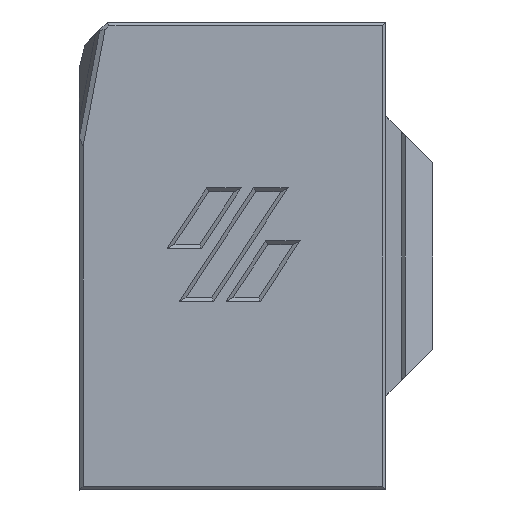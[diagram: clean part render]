
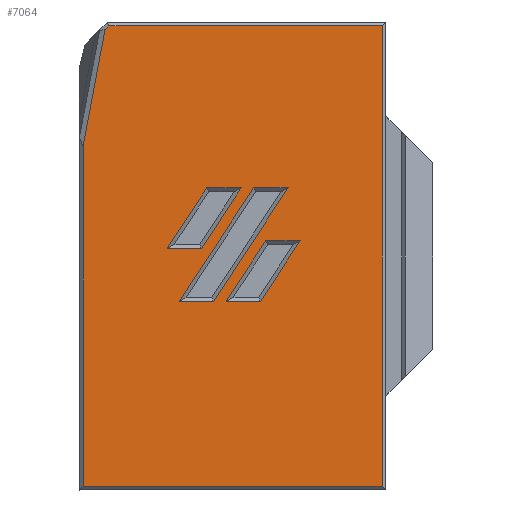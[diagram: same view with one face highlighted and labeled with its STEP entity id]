
A CAD part, front view. The second image highlights one B-rep face of the part: STEP entity #7064.
In plain terms, the highlighted planar face has unit normal (0, -1, 0).
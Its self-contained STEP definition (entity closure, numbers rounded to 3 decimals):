
#173=FACE_BOUND('',#1028,.T.);
#174=FACE_BOUND('',#1029,.T.);
#175=FACE_BOUND('',#1030,.T.);
#600=FACE_OUTER_BOUND('',#1027,.T.);
#1027=EDGE_LOOP('',(#5624,#5625,#5626,#5627,#5628,#5629));
#1028=EDGE_LOOP('',(#5630,#5631,#5632,#5633));
#1029=EDGE_LOOP('',(#5634,#5635,#5636,#5637));
#1030=EDGE_LOOP('',(#5638,#5639,#5640,#5641));
#1543=LINE('',#11688,#2213);
#1549=LINE('',#11699,#2219);
#1550=LINE('',#11702,#2220);
#1554=LINE('',#11710,#2224);
#1559=LINE('',#11720,#2229);
#1562=LINE('',#11724,#2232);
#1572=LINE('',#11746,#2242);
#1573=LINE('',#11748,#2243);
#1574=LINE('',#11750,#2244);
#1575=LINE('',#11751,#2245);
#1576=LINE('',#11754,#2246);
#1577=LINE('',#11756,#2247);
#1578=LINE('',#11758,#2248);
#1579=LINE('',#11759,#2249);
#1580=LINE('',#11762,#2250);
#1581=LINE('',#11764,#2251);
#1582=LINE('',#11766,#2252);
#1583=LINE('',#11767,#2253);
#2213=VECTOR('',#9013,10.);
#2219=VECTOR('',#9021,10.);
#2220=VECTOR('',#9024,10.);
#2224=VECTOR('',#9030,10.);
#2229=VECTOR('',#9037,10.);
#2232=VECTOR('',#9042,10.);
#2242=VECTOR('',#9062,10.);
#2243=VECTOR('',#9063,10.);
#2244=VECTOR('',#9064,10.);
#2245=VECTOR('',#9065,10.);
#2246=VECTOR('',#9066,10.);
#2247=VECTOR('',#9067,10.);
#2248=VECTOR('',#9068,10.);
#2249=VECTOR('',#9069,10.);
#2250=VECTOR('',#9070,10.);
#2251=VECTOR('',#9071,10.);
#2252=VECTOR('',#9072,10.);
#2253=VECTOR('',#9073,10.);
#3180=VERTEX_POINT('',#11686);
#3181=VERTEX_POINT('',#11687);
#3185=VERTEX_POINT('',#11697);
#3186=VERTEX_POINT('',#11701);
#3189=VERTEX_POINT('',#11709);
#3193=VERTEX_POINT('',#11719);
#3199=VERTEX_POINT('',#11744);
#3200=VERTEX_POINT('',#11745);
#3201=VERTEX_POINT('',#11747);
#3202=VERTEX_POINT('',#11749);
#3203=VERTEX_POINT('',#11752);
#3204=VERTEX_POINT('',#11753);
#3205=VERTEX_POINT('',#11755);
#3206=VERTEX_POINT('',#11757);
#3207=VERTEX_POINT('',#11760);
#3208=VERTEX_POINT('',#11761);
#3209=VERTEX_POINT('',#11763);
#3210=VERTEX_POINT('',#11765);
#4030=EDGE_CURVE('',#3180,#3181,#1543,.T.);
#4036=EDGE_CURVE('',#3185,#3180,#1549,.T.);
#4037=EDGE_CURVE('',#3181,#3186,#1550,.T.);
#4041=EDGE_CURVE('',#3186,#3189,#1554,.T.);
#4046=EDGE_CURVE('',#3189,#3193,#1559,.T.);
#4049=EDGE_CURVE('',#3193,#3185,#1562,.T.);
#4059=EDGE_CURVE('',#3199,#3200,#1572,.T.);
#4060=EDGE_CURVE('',#3201,#3199,#1573,.T.);
#4061=EDGE_CURVE('',#3202,#3201,#1574,.T.);
#4062=EDGE_CURVE('',#3200,#3202,#1575,.T.);
#4063=EDGE_CURVE('',#3203,#3204,#1576,.T.);
#4064=EDGE_CURVE('',#3205,#3203,#1577,.T.);
#4065=EDGE_CURVE('',#3206,#3205,#1578,.T.);
#4066=EDGE_CURVE('',#3204,#3206,#1579,.T.);
#4067=EDGE_CURVE('',#3207,#3208,#1580,.T.);
#4068=EDGE_CURVE('',#3209,#3207,#1581,.T.);
#4069=EDGE_CURVE('',#3210,#3209,#1582,.T.);
#4070=EDGE_CURVE('',#3208,#3210,#1583,.T.);
#5624=ORIENTED_EDGE('',*,*,#4030,.F.);
#5625=ORIENTED_EDGE('',*,*,#4036,.F.);
#5626=ORIENTED_EDGE('',*,*,#4049,.F.);
#5627=ORIENTED_EDGE('',*,*,#4046,.F.);
#5628=ORIENTED_EDGE('',*,*,#4041,.F.);
#5629=ORIENTED_EDGE('',*,*,#4037,.F.);
#5630=ORIENTED_EDGE('',*,*,#4059,.F.);
#5631=ORIENTED_EDGE('',*,*,#4060,.F.);
#5632=ORIENTED_EDGE('',*,*,#4061,.F.);
#5633=ORIENTED_EDGE('',*,*,#4062,.F.);
#5634=ORIENTED_EDGE('',*,*,#4063,.F.);
#5635=ORIENTED_EDGE('',*,*,#4064,.F.);
#5636=ORIENTED_EDGE('',*,*,#4065,.F.);
#5637=ORIENTED_EDGE('',*,*,#4066,.F.);
#5638=ORIENTED_EDGE('',*,*,#4067,.F.);
#5639=ORIENTED_EDGE('',*,*,#4068,.F.);
#5640=ORIENTED_EDGE('',*,*,#4069,.F.);
#5641=ORIENTED_EDGE('',*,*,#4070,.F.);
#6716=PLANE('',#7680);
#7064=ADVANCED_FACE('',(#600,#173,#174,#175),#6716,.T.);
#7680=AXIS2_PLACEMENT_3D('',#11743,#9060,#9061);
#9013=DIRECTION('',(-1.,0.,0.));
#9021=DIRECTION('',(0.,0.,-1.));
#9024=DIRECTION('',(0.,0.,1.));
#9030=DIRECTION('',(0.185,0.,0.983));
#9037=DIRECTION('',(0.707,0.,0.707));
#9042=DIRECTION('',(1.,0.,0.));
#9060=DIRECTION('center_axis',(0.,-1.,0.));
#9061=DIRECTION('ref_axis',(0.,0.,-1.));
#9062=DIRECTION('',(-0.549,0.,-0.836));
#9063=DIRECTION('',(-1.,0.,0.));
#9064=DIRECTION('',(0.549,0.,0.836));
#9065=DIRECTION('',(1.,0.,0.));
#9066=DIRECTION('',(0.549,0.,0.836));
#9067=DIRECTION('',(1.,0.,0.));
#9068=DIRECTION('',(-0.549,0.,-0.836));
#9069=DIRECTION('',(-1.,0.,0.));
#9070=DIRECTION('',(-1.,0.,0.));
#9071=DIRECTION('',(0.549,0.,0.836));
#9072=DIRECTION('',(1.,0.,0.));
#9073=DIRECTION('',(-0.549,0.,-0.836));
#11686=CARTESIAN_POINT('',(35.65,-8.52,15.456));
#11687=CARTESIAN_POINT('',(3.816,-8.52,15.456));
#11688=CARTESIAN_POINT('',(21.663,-8.52,15.456));
#11697=CARTESIAN_POINT('',(35.65,-8.52,64.484));
#11699=CARTESIAN_POINT('',(35.65,-8.52,39.97));
#11701=CARTESIAN_POINT('',(3.816,-8.52,51.592));
#11702=CARTESIAN_POINT('',(3.816,-8.52,39.97));
#11709=CARTESIAN_POINT('',(6.166,-8.52,64.068));
#11710=CARTESIAN_POINT('',(3.662,-8.52,50.775));
#11719=CARTESIAN_POINT('',(6.582,-8.52,64.484));
#11720=CARTESIAN_POINT('',(1.383,-8.52,59.285));
#11724=CARTESIAN_POINT('',(21.663,-8.52,64.484));
#11743=CARTESIAN_POINT('Origin',(21.663,-8.52,39.97));
#11744=CARTESIAN_POINT('',(23.271,-8.52,41.584));
#11745=CARTESIAN_POINT('',(19.039,-8.52,35.146));
#11746=CARTESIAN_POINT('',(20.746,-8.52,37.742));
#11747=CARTESIAN_POINT('',(26.938,-8.52,41.584));
#11748=CARTESIAN_POINT('',(22.575,-8.52,41.584));
#11749=CARTESIAN_POINT('',(22.706,-8.52,35.146));
#11750=CARTESIAN_POINT('',(25.568,-8.52,39.5));
#11751=CARTESIAN_POINT('',(22.076,-8.52,35.146));
#11752=CARTESIAN_POINT('',(16.425,-8.52,40.777));
#11753=CARTESIAN_POINT('',(20.658,-8.52,47.216));
#11754=CARTESIAN_POINT('',(18.943,-8.52,44.607));
#11755=CARTESIAN_POINT('',(12.758,-8.52,40.777));
#11756=CARTESIAN_POINT('',(18.936,-8.52,40.777));
#11757=CARTESIAN_POINT('',(16.991,-8.52,47.216));
#11758=CARTESIAN_POINT('',(14.12,-8.52,42.849));
#11759=CARTESIAN_POINT('',(19.434,-8.52,47.216));
#11760=CARTESIAN_POINT('',(25.651,-8.52,47.224));
#11761=CARTESIAN_POINT('',(21.984,-8.52,47.224));
#11762=CARTESIAN_POINT('',(21.931,-8.52,47.224));
#11763=CARTESIAN_POINT('',(17.711,-8.52,35.146));
#11764=CARTESIAN_POINT('',(23.181,-8.52,43.466));
#11765=CARTESIAN_POINT('',(14.045,-8.52,35.146));
#11766=CARTESIAN_POINT('',(19.579,-8.52,35.146));
#11767=CARTESIAN_POINT('',(16.505,-8.52,38.888));
